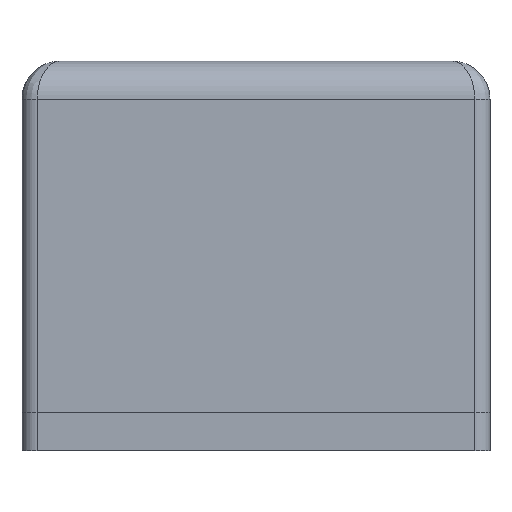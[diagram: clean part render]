
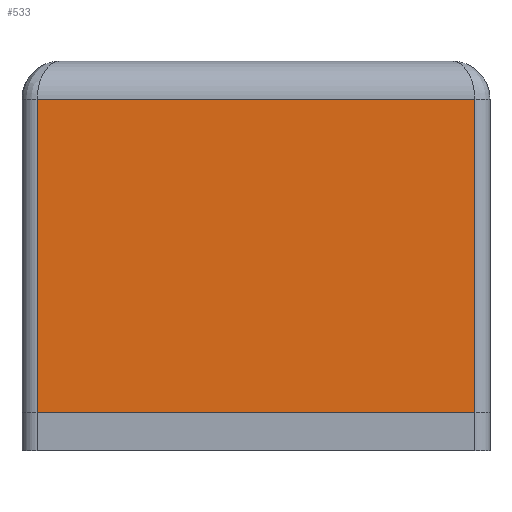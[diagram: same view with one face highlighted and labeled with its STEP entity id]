
A CAD part, front view. The second image highlights one B-rep face of the part: STEP entity #533.
In plain terms, the highlighted planar face has unit normal (0, -1, 0).
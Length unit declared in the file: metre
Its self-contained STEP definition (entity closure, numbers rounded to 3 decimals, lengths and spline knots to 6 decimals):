
#87=ORIENTED_EDGE('',*,*,#235,.T.);
#88=ORIENTED_EDGE('',*,*,#236,.T.);
#89=ORIENTED_EDGE('',*,*,#237,.T.);
#90=ORIENTED_EDGE('',*,*,#238,.T.);
#235=EDGE_CURVE('',#307,#308,#358,.F.);
#236=EDGE_CURVE('',#308,#309,#359,.T.);
#237=EDGE_CURVE('',#309,#310,#360,.T.);
#238=EDGE_CURVE('',#310,#307,#361,.F.);
#307=VERTEX_POINT('',#857);
#308=VERTEX_POINT('',#858);
#309=VERTEX_POINT('',#860);
#310=VERTEX_POINT('',#862);
#358=LINE('',#856,#406);
#359=LINE('',#859,#407);
#360=LINE('',#861,#408);
#361=LINE('',#863,#409);
#406=VECTOR('',#676,1.);
#407=VECTOR('',#677,1.);
#408=VECTOR('',#678,1.);
#409=VECTOR('',#679,1.);
#437=EDGE_LOOP('',(#87,#88,#89,#90));
#477=FACE_BOUND('',#437,.T.);
#516=PLANE('',#582);
#533=ADVANCED_FACE('',(#477),#516,.F.);
#582=AXIS2_PLACEMENT_3D('',#855,#674,#675);
#674=DIRECTION('',(0.,1.,0.));
#675=DIRECTION('',(0.,0.,1.));
#676=DIRECTION('',(1.,0.,0.));
#677=DIRECTION('',(0.,0.,-1.));
#678=DIRECTION('',(1.,0.,0.));
#679=DIRECTION('',(0.,0.,-1.));
#855=CARTESIAN_POINT('',(-0.175225,0.04135,0.01275));
#856=CARTESIAN_POINT('',(-0.18965,0.04135,0.0115));
#857=CARTESIAN_POINT('',(-0.17485,0.04135,0.0115));
#858=CARTESIAN_POINT('',(-0.18915,0.04135,0.0115));
#859=CARTESIAN_POINT('',(-0.18915,0.04135,0.01275));
#860=CARTESIAN_POINT('',(-0.18915,0.04135,0.00125));
#861=CARTESIAN_POINT('',(-0.188775,0.04135,0.00125));
#862=CARTESIAN_POINT('',(-0.17485,0.04135,0.00125));
#863=CARTESIAN_POINT('',(-0.17485,0.04135,0.0115));
